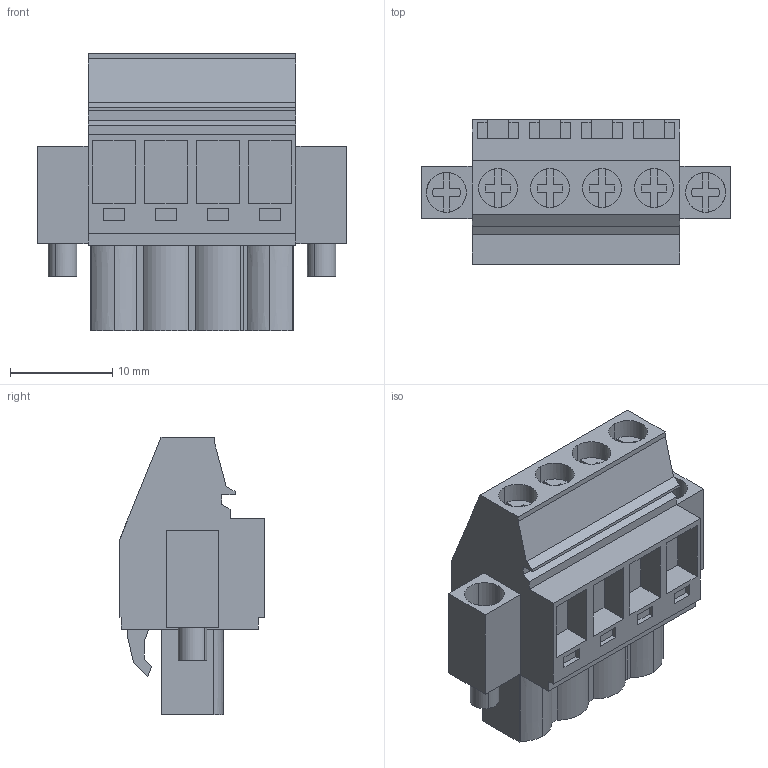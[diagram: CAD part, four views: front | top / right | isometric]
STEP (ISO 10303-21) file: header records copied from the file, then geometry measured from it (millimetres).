
FILE_DESCRIPTION(('CATIA V5 STEP','CAx-IF Rec.Pracs.--- Model Styling and Organization---1.2---2011-12-15'),'2;1');
FILE_NAME ('D1460160_0_1950330000_1950330000.stp','2017-09-09T10:12:24+00:00',('none'),('Weidmueller'),'CATIA Version 5-6 Release 2014','CATIA V5 STEP AP214','none');
FILE_SCHEMA(('AUTOMOTIVE_DESIGN { 1 0 10303 214 1 1 1 1 }'));
Length unit declared in the file: millimetre
Products named in the file (1): 1950330000
Bounding box: 30.12 x 14.1 x 27.1 mm (x, y, z)
Volume: 5044.2 mm3; surface area: 3804.3 mm2
Topology: 7 solids, 7 shells, 348 faces, 946 edges, 635 vertices
Faces by surface type: plane 290, cylinder 54, extrusion 4
Entity records: 10642 total; most frequent: CARTESIAN_POINT 2088, ORIENTED_EDGE 1892, DIRECTION 1488, EDGE_CURVE 946, VECTOR 810, LINE 806, VERTEX_POINT 635, AXIS2_PLACEMENT_3D 394
